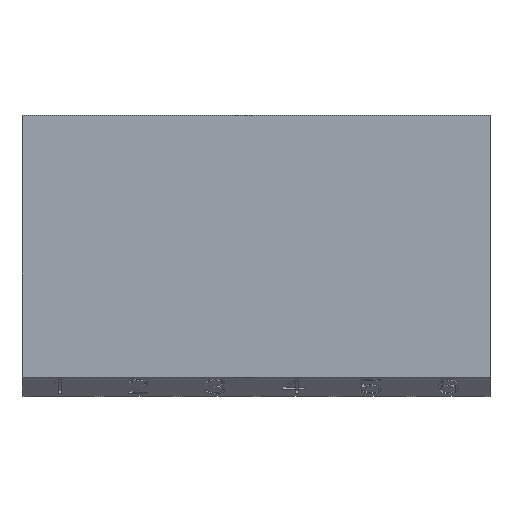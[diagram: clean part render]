
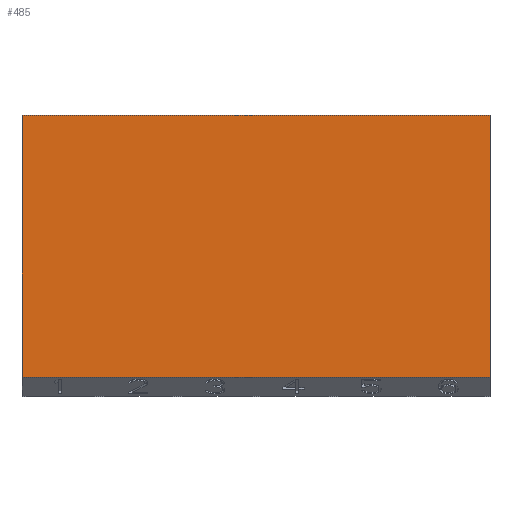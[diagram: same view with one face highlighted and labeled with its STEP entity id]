
A CAD part, top view. The second image highlights one B-rep face of the part: STEP entity #485.
In plain terms, the highlighted planar face has unit normal (0, 0, 1).
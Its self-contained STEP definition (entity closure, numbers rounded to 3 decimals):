
#485 = ADVANCED_FACE('',(#486),#520,.T.);
#486 = FACE_BOUND('',#487,.T.);
#487 = EDGE_LOOP('',(#488,#498,#506,#514));
#488 = ORIENTED_EDGE('',*,*,#489,.T.);
#489 = EDGE_CURVE('',#490,#492,#494,.T.);
#490 = VERTEX_POINT('',#491);
#491 = CARTESIAN_POINT('',(-7.5,4.45,5.1));
#492 = VERTEX_POINT('',#493);
#493 = CARTESIAN_POINT('',(-7.5,-3.944,5.1));
#494 = LINE('',#495,#496);
#495 = CARTESIAN_POINT('',(-7.5,0.253,5.1));
#496 = VECTOR('',#497,1.);
#497 = DIRECTION('',(0.,-1.,0.));
#498 = ORIENTED_EDGE('',*,*,#499,.T.);
#499 = EDGE_CURVE('',#492,#500,#502,.T.);
#500 = VERTEX_POINT('',#501);
#501 = CARTESIAN_POINT('',(7.5,-3.944,5.1));
#502 = LINE('',#503,#504);
#503 = CARTESIAN_POINT('',(0.,-3.944,5.1));
#504 = VECTOR('',#505,1.);
#505 = DIRECTION('',(1.,0.,0.));
#506 = ORIENTED_EDGE('',*,*,#507,.T.);
#507 = EDGE_CURVE('',#500,#508,#510,.T.);
#508 = VERTEX_POINT('',#509);
#509 = CARTESIAN_POINT('',(7.5,4.45,5.1));
#510 = LINE('',#511,#512);
#511 = CARTESIAN_POINT('',(7.5,0.253,5.1));
#512 = VECTOR('',#513,1.);
#513 = DIRECTION('',(0.,1.,0.));
#514 = ORIENTED_EDGE('',*,*,#515,.T.);
#515 = EDGE_CURVE('',#508,#490,#516,.T.);
#516 = LINE('',#517,#518);
#517 = CARTESIAN_POINT('',(0.,4.45,5.1));
#518 = VECTOR('',#519,1.);
#519 = DIRECTION('',(-1.,0.,0.));
#520 = PLANE('',#521);
#521 = AXIS2_PLACEMENT_3D('',#522,#523,#524);
#522 = CARTESIAN_POINT('',(0.,0.253,5.1));
#523 = DIRECTION('',(0.,0.,1.));
#524 = DIRECTION('',(0.,-1.,0.));
